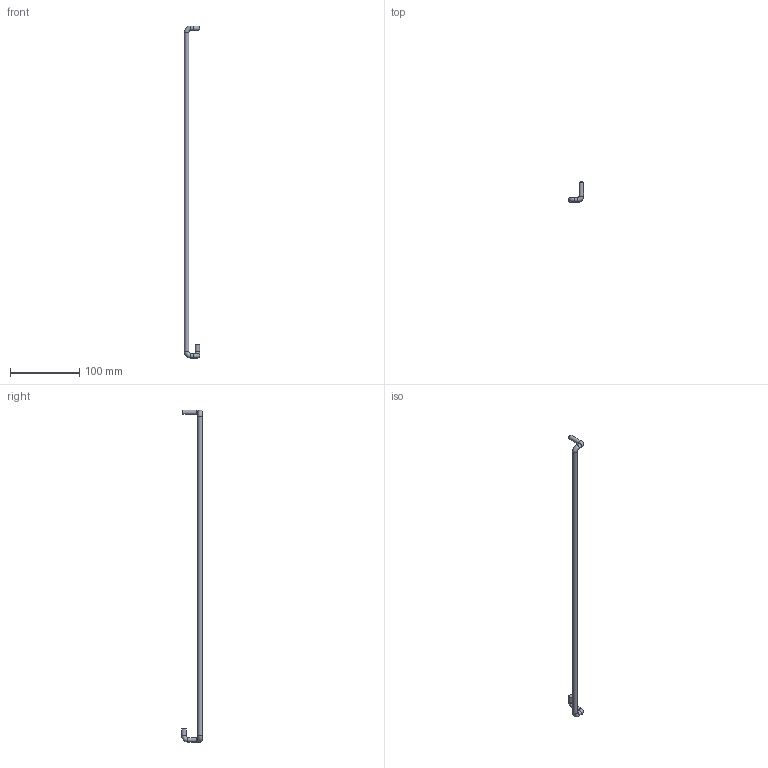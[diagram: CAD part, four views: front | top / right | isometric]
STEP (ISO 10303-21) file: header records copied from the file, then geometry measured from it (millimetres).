
FILE_DESCRIPTION((''),'2;1');
FILE_NAME('Panneau_Jambe.stp','2009-02-12T21:39:59',('Alex_Cyril'),(''),'Autodesk Inventor 11','Autodesk Inventor 11','');
FILE_SCHEMA(('AUTOMOTIVE_DESIGN { 1 0 10303 214 1 1 1 1 }'));
Length unit declared in the file: millimetre
Products named in the file (1): Panneau_Jambe
Bounding box: 22.02 x 30.02 x 480.49 mm (x, y, z)
Volume: 18504.5 mm3; surface area: 11453.8 mm2
Topology: 1 solids, 1 shells, 13 faces, 23 edges, 12 vertices
Faces by surface type: cylinder 6, torus 5, plane 2
Full cylindrical faces by diameter (mm): 6.5 x6
Entity records: 277 total; most frequent: DIRECTION 52, CARTESIAN_POINT 38, AXIS2_PLACEMENT_3D 26, ORIENTED_EDGE 24, EDGE_LOOP 24, FACE_OUTER_BOUND 13, ADVANCED_FACE 13, VERTEX_POINT 12
